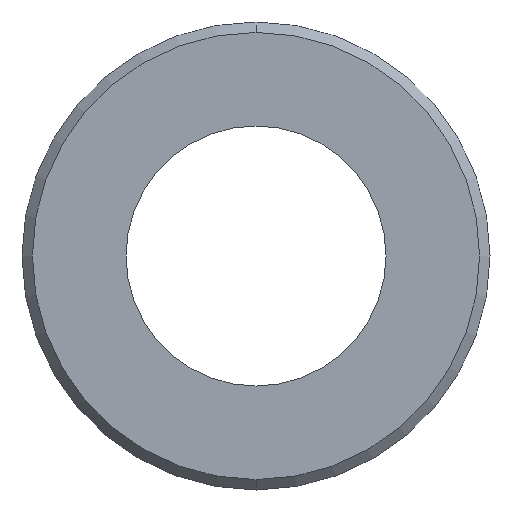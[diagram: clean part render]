
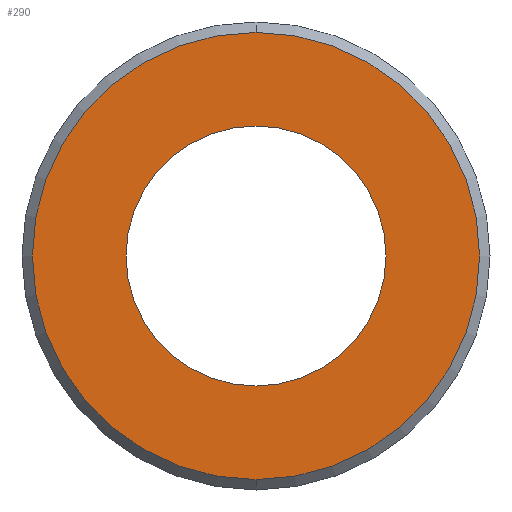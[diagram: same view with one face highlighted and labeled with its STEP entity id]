
A CAD part, front view. The second image highlights one B-rep face of the part: STEP entity #290.
In plain terms, the highlighted planar face has unit normal (0, -1, 0).
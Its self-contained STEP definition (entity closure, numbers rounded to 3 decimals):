
#3 = DIRECTION ( 'NONE',  ( 0., 0., 1. ) ) ;
#20 = VERTEX_POINT ( 'NONE', #288 ) ;
#25 = ORIENTED_EDGE ( 'NONE', *, *, #158, .F. ) ;
#32 = CIRCLE ( 'NONE', #92, 2.5 ) ;
#33 = PLANE ( 'NONE',  #369 ) ;
#61 = DIRECTION ( 'NONE',  ( 0., 0., 1. ) ) ;
#74 = DIRECTION ( 'NONE',  ( 0., 1., 0. ) ) ;
#76 = EDGE_CURVE ( 'NONE', #20, #143, #32, .T. ) ;
#92 = AXIS2_PLACEMENT_3D ( 'NONE', #137, #121, #61 ) ;
#103 = EDGE_LOOP ( 'NONE', ( #25, #238 ) ) ;
#121 = DIRECTION ( 'NONE',  ( 0., 1., 0. ) ) ;
#132 = FACE_BOUND ( 'NONE', #249, .T. ) ;
#137 = CARTESIAN_POINT ( 'NONE',  ( 0., 0., 0. ) ) ;
#139 = FACE_OUTER_BOUND ( 'NONE', #103, .T. ) ;
#143 = VERTEX_POINT ( 'NONE', #170 ) ;
#144 = DIRECTION ( 'NONE',  ( 0., 0., 1. ) ) ;
#153 = CIRCLE ( 'NONE', #227, 4.3 ) ;
#158 = EDGE_CURVE ( 'NONE', #169, #189, #153, .T. ) ;
#159 = CIRCLE ( 'NONE', #353, 2.5 ) ;
#169 = VERTEX_POINT ( 'NONE', #315 ) ;
#170 = CARTESIAN_POINT ( 'NONE',  ( 0., 0., 2.5 ) ) ;
#173 = DIRECTION ( 'NONE',  ( 0., 1., 0. ) ) ;
#174 = AXIS2_PLACEMENT_3D ( 'NONE', #244, #74, #267 ) ;
#177 = CIRCLE ( 'NONE', #174, 4.3 ) ;
#184 = CARTESIAN_POINT ( 'NONE',  ( 0., 0., -4.3 ) ) ;
#189 = VERTEX_POINT ( 'NONE', #184 ) ;
#191 = DIRECTION ( 'NONE',  ( 0., 1., 0. ) ) ;
#199 = CARTESIAN_POINT ( 'NONE',  ( 0., 0., 0. ) ) ;
#227 = AXIS2_PLACEMENT_3D ( 'NONE', #305, #289, #282 ) ;
#235 = EDGE_CURVE ( 'NONE', #143, #20, #159, .T. ) ;
#238 = ORIENTED_EDGE ( 'NONE', *, *, #351, .F. ) ;
#244 = CARTESIAN_POINT ( 'NONE',  ( 0., 0., 0. ) ) ;
#249 = EDGE_LOOP ( 'NONE', ( #329, #273 ) ) ;
#267 = DIRECTION ( 'NONE',  ( 0., 0., 1. ) ) ;
#273 = ORIENTED_EDGE ( 'NONE', *, *, #76, .T. ) ;
#282 = DIRECTION ( 'NONE',  ( 0., 0., 1. ) ) ;
#288 = CARTESIAN_POINT ( 'NONE',  ( 0., 0., -2.5 ) ) ;
#289 = DIRECTION ( 'NONE',  ( 0., 1., 0. ) ) ;
#290 = ADVANCED_FACE ( 'NONE', ( #132, #139 ), #33, .F. ) ;
#305 = CARTESIAN_POINT ( 'NONE',  ( 0., 0., 0. ) ) ;
#315 = CARTESIAN_POINT ( 'NONE',  ( 0., 0., 4.3 ) ) ;
#329 = ORIENTED_EDGE ( 'NONE', *, *, #235, .T. ) ;
#346 = CARTESIAN_POINT ( 'NONE',  ( 0., 0., 0. ) ) ;
#351 = EDGE_CURVE ( 'NONE', #189, #169, #177, .T. ) ;
#353 = AXIS2_PLACEMENT_3D ( 'NONE', #199, #173, #144 ) ;
#369 = AXIS2_PLACEMENT_3D ( 'NONE', #346, #191, #3 ) ;
